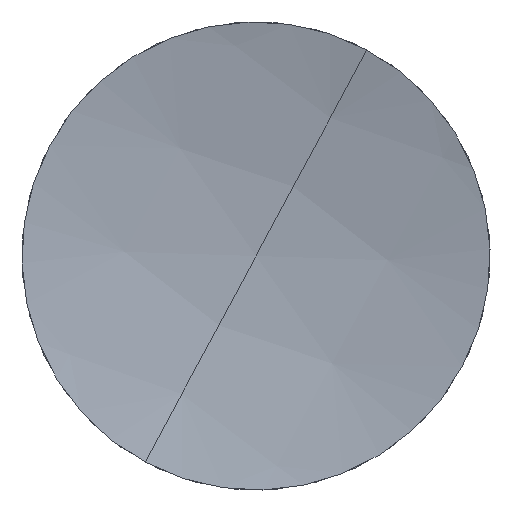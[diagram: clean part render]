
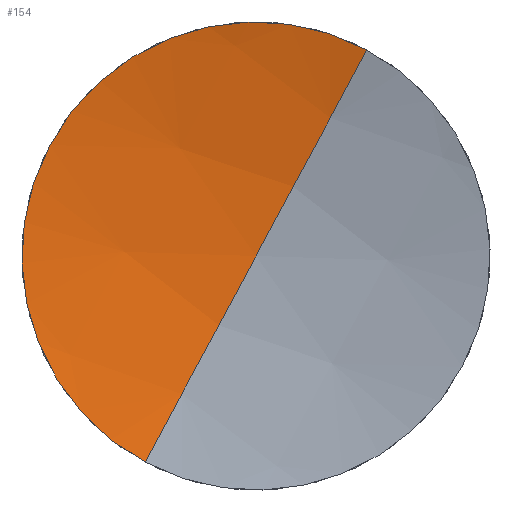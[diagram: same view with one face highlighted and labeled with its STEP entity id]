
A CAD part, left-side view. The second image highlights one B-rep face of the part: STEP entity #154.
In plain terms, the highlighted spherical face has radius 48.47 mm.
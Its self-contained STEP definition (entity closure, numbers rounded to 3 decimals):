
#7 = VERTEX_POINT ( 'NONE', #504 ) ;
#12 = AXIS2_PLACEMENT_3D ( 'NONE', #283, #384, #423 ) ;
#22 = CIRCLE ( 'NONE', #108, 10.835 ) ;
#26 = ORIENTED_EDGE ( 'NONE', *, *, #574, .F. ) ;
#44 = CARTESIAN_POINT ( 'NONE',  ( -34.049, 0., 0. ) ) ;
#48 = DIRECTION ( 'NONE',  ( 0., -0.881, -0.474 ) ) ;
#51 = EDGE_LOOP ( 'NONE', ( #26, #231, #512, #549 ) ) ;
#79 = CIRCLE ( 'NONE', #359, 48.47 ) ;
#108 = AXIS2_PLACEMENT_3D ( 'NONE', #621, #480, #430 ) ;
#120 = VERTEX_POINT ( 'NONE', #227 ) ;
#133 = DIRECTION ( 'NONE',  ( 0., -0.474, 0.881 ) ) ;
#144 = DIRECTION ( 'NONE',  ( 0., 0.881, 0.474 ) ) ;
#149 = CIRCLE ( 'NONE', #12, 10.835 ) ;
#154 = ADVANCED_FACE ( 'NONE', ( #250 ), #211, .F. ) ;
#172 = EDGE_CURVE ( 'NONE', #120, #7, #189, .T. ) ;
#180 = DIRECTION ( 'NONE',  ( 0., 0.474, -0.881 ) ) ;
#189 = CIRCLE ( 'NONE', #478, 48.47 ) ;
#211 = SPHERICAL_SURFACE ( 'NONE', #352, 48.47 ) ;
#227 = CARTESIAN_POINT ( 'NONE',  ( 13.195, -5.135, 9.541 ) ) ;
#231 = ORIENTED_EDGE ( 'NONE', *, *, #567, .T. ) ;
#233 = DIRECTION ( 'NONE',  ( 0., -0.881, -0.474 ) ) ;
#250 = FACE_OUTER_BOUND ( 'NONE', #51, .T. ) ;
#279 = CARTESIAN_POINT ( 'NONE',  ( -34.049, 0., 0. ) ) ;
#283 = CARTESIAN_POINT ( 'NONE',  ( 13.195, 0., 0. ) ) ;
#331 = DIRECTION ( 'NONE',  ( 0., -0.474, 0.881 ) ) ;
#334 = VERTEX_POINT ( 'NONE', #536 ) ;
#337 = CARTESIAN_POINT ( 'NONE',  ( 13.195, 5.135, -9.541 ) ) ;
#352 = AXIS2_PLACEMENT_3D ( 'NONE', #616, #48, #331 ) ;
#359 = AXIS2_PLACEMENT_3D ( 'NONE', #279, #233, #180 ) ;
#384 = DIRECTION ( 'NONE',  ( 1., 0., 0. ) ) ;
#423 = DIRECTION ( 'NONE',  ( 0., -0.881, -0.474 ) ) ;
#430 = DIRECTION ( 'NONE',  ( 0., -0.881, -0.474 ) ) ;
#478 = AXIS2_PLACEMENT_3D ( 'NONE', #44, #144, #133 ) ;
#480 = DIRECTION ( 'NONE',  ( 1., 0., 0. ) ) ;
#498 = VERTEX_POINT ( 'NONE', #337 ) ;
#504 = CARTESIAN_POINT ( 'NONE',  ( 14.421, 0., 0. ) ) ;
#512 = ORIENTED_EDGE ( 'NONE', *, *, #172, .F. ) ;
#534 = EDGE_CURVE ( 'NONE', #334, #120, #22, .T. ) ;
#536 = CARTESIAN_POINT ( 'NONE',  ( 13.195, 9.541, 5.135 ) ) ;
#549 = ORIENTED_EDGE ( 'NONE', *, *, #534, .F. ) ;
#567 = EDGE_CURVE ( 'NONE', #498, #7, #79, .T. ) ;
#574 = EDGE_CURVE ( 'NONE', #498, #334, #149, .T. ) ;
#616 = CARTESIAN_POINT ( 'NONE',  ( -34.049, 0., 0. ) ) ;
#621 = CARTESIAN_POINT ( 'NONE',  ( 13.195, 0., 0. ) ) ;
